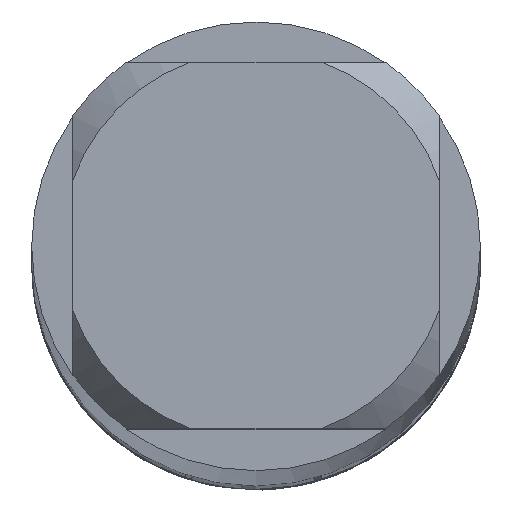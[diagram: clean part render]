
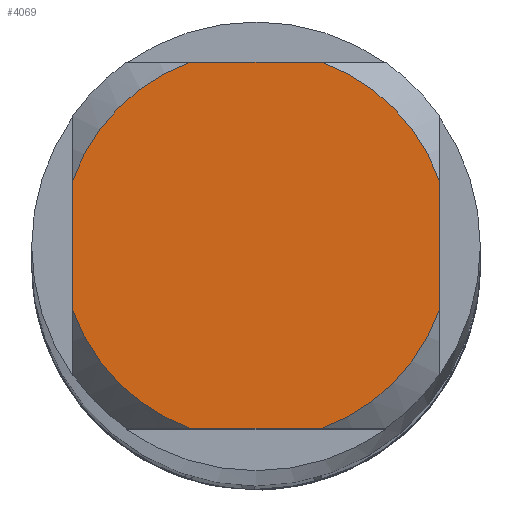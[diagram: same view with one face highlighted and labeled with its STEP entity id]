
A CAD part, top view. The second image highlights one B-rep face of the part: STEP entity #4069.
In plain terms, the highlighted planar face has unit normal (0, 0, 1).
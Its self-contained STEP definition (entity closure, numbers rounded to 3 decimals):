
#1597=EDGE_CURVE('',#2593,#3503,#4410,.T.);
#2009=VERTEX_POINT('',#4851);
#2065=EDGE_CURVE('',#2009,#2787,#4913,.T.);
#2521=EDGE_CURVE('',#3441,#4079,#5411,.T.);
#2593=VERTEX_POINT('',#5490);
#2787=VERTEX_POINT('',#5701);
#2855=EDGE_CURVE('',#2009,#4105,#5772,.T.);
#3245=EDGE_CURVE('',#3829,#4105,#6196,.T.);
#3289=EDGE_CURVE('',#2593,#2787,#6242,.T.);
#3395=EDGE_CURVE('',#3829,#4079,#6358,.T.);
#3441=VERTEX_POINT('',#6407);
#3503=VERTEX_POINT('',#6479);
#3829=VERTEX_POINT('',#6837);
#3831=EDGE_CURVE('',#3441,#3503,#6839,.T.);
#4069=ADVANCED_FACE('',(#7096),#7097,.T.);
#4079=VERTEX_POINT('',#7108);
#4105=VERTEX_POINT('',#7137);
#4410=LINE('',#7917,#7918);
#4851=CARTESIAN_POINT('',(0.87,2.45,0.0));
#4913=LINE('',#9128,#9129);
#5411=LINE('',#10349,#10350);
#5490=CARTESIAN_POINT('',(-2.45,0.87,0.0));
#5701=CARTESIAN_POINT('',(-0.87,2.45,0.0));
#5772=CIRCLE('',#11459,2.6);
#6196=LINE('',#12898,#12899);
#6242=CIRCLE('',#13002,2.6);
#6358=CIRCLE('',#13311,2.6);
#6407=CARTESIAN_POINT('',(-0.87,-2.45,0.0));
#6479=CARTESIAN_POINT('',(-2.45,-0.87,0.0));
#6837=CARTESIAN_POINT('',(2.45,-0.87,0.0));
#6839=CIRCLE('',#14774,2.6);
#7096=FACE_OUTER_BOUND('',#15385,.T.);
#7097=PLANE('',#15386);
#7108=CARTESIAN_POINT('',(0.87,-2.45,0.0));
#7137=CARTESIAN_POINT('',(2.45,0.87,0.0));
#7917=CARTESIAN_POINT('',(-2.45,0.65,0.0));
#7918=VECTOR('',#15940,1.0);
#9128=CARTESIAN_POINT('',(0.0,2.45,0.0));
#9129=VECTOR('',#16418,1.0);
#10349=CARTESIAN_POINT('',(0.0,-2.45,0.0));
#10350=VECTOR('',#16918,1.0);
#11459=AXIS2_PLACEMENT_3D('',#17308,#17309,#17310);
#12898=CARTESIAN_POINT('',(2.45,0.65,0.0));
#12899=VECTOR('',#17806,1.0);
#13002=AXIS2_PLACEMENT_3D('',#17838,#17839,#17840);
#13311=AXIS2_PLACEMENT_3D('',#17949,#17950,#17951);
#14774=AXIS2_PLACEMENT_3D('',#18587,#18588,#18589);
#15385=EDGE_LOOP('',(#18819,#18820,#18821,#18822,#18823,#18824,#18825,#18826));
#15386=AXIS2_PLACEMENT_3D('',#18827,#18828,#18829);
#15940=DIRECTION('',(-0.0,-1.0,0.0));
#16418=DIRECTION('',(-1.0,0.0,0.0));
#16918=DIRECTION('',(1.0,0.0,0.0));
#17308=CARTESIAN_POINT('',(0.0,0.0,0.0));
#17309=DIRECTION('',(0.0,0.0,-1.0));
#17310=DIRECTION('',(0.0,1.0,0.0));
#17806=DIRECTION('',(-0.0,1.0,0.0));
#17838=CARTESIAN_POINT('',(0.0,0.0,0.0));
#17839=DIRECTION('',(0.0,0.0,-1.0));
#17840=DIRECTION('',(0.0,1.0,0.0));
#17949=CARTESIAN_POINT('',(0.0,0.0,0.0));
#17950=DIRECTION('',(0.0,0.0,-1.0));
#17951=DIRECTION('',(0.0,1.0,0.0));
#18587=CARTESIAN_POINT('',(0.0,0.0,0.0));
#18588=DIRECTION('',(0.0,0.0,-1.0));
#18589=DIRECTION('',(0.0,1.0,0.0));
#18819=ORIENTED_EDGE('',*,*,#1597,.T.);
#18820=ORIENTED_EDGE('',*,*,#3831,.F.);
#18821=ORIENTED_EDGE('',*,*,#2521,.T.);
#18822=ORIENTED_EDGE('',*,*,#3395,.F.);
#18823=ORIENTED_EDGE('',*,*,#3245,.T.);
#18824=ORIENTED_EDGE('',*,*,#2855,.F.);
#18825=ORIENTED_EDGE('',*,*,#2065,.T.);
#18826=ORIENTED_EDGE('',*,*,#3289,.F.);
#18827=CARTESIAN_POINT('',(0.0,1.3,0.0));
#18828=DIRECTION('',(-0.0,0.0,1.0));
#18829=DIRECTION('',(0.0,-1.0,0.0));
